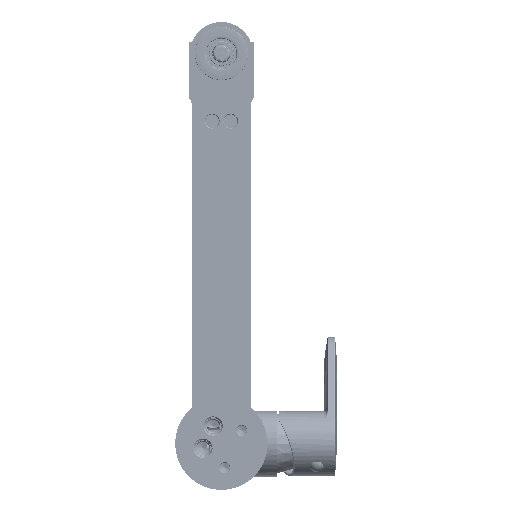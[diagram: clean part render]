
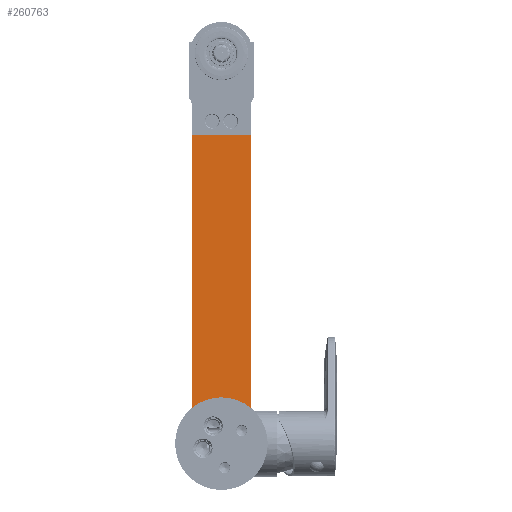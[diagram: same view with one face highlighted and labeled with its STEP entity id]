
A CAD part, front view. The second image highlights one B-rep face of the part: STEP entity #260763.
In plain terms, the highlighted planar face has unit normal (0, -1, 0).
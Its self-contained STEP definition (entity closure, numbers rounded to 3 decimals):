
#151191=DIRECTION('',(-1.,0.,0.));
#151192=VECTOR('',#151191,32.);
#151193=CARTESIAN_POINT('',(16.,189.91,166.5));
#151194=LINE('',#151193,#151192);
#151195=DIRECTION('',(0.,0.,-1.));
#151196=VECTOR('',#151195,166.5);
#151197=CARTESIAN_POINT('',(16.,189.91,166.5));
#151198=LINE('',#151197,#151196);
#151199=CARTESIAN_POINT('',(0.,189.91,0.));
#151200=DIRECTION('',(0.,1.,0.));
#151201=DIRECTION('',(1.,0.,0.));
#151202=AXIS2_PLACEMENT_3D('',#151199,#151200,#151201);
#151204=DIRECTION('',(0.,0.,1.));
#151205=VECTOR('',#151204,166.5);
#151206=CARTESIAN_POINT('',(-16.,189.91,0.));
#151207=LINE('',#151206,#151205);
#151208=CARTESIAN_POINT('',(0.,189.91,0.));
#151209=DIRECTION('',(0.,-1.,0.));
#151210=DIRECTION('',(0.,0.,-1.));
#151211=AXIS2_PLACEMENT_3D('',#151208,#151209,#151210);
#151213=CARTESIAN_POINT('',(0.,189.91,0.));
#151214=DIRECTION('',(0.,-1.,0.));
#151215=DIRECTION('',(0.,0.,1.));
#151216=AXIS2_PLACEMENT_3D('',#151213,#151214,#151215);
#175355=CARTESIAN_POINT('',(16.,189.91,0.));
#175356=CARTESIAN_POINT('',(-16.,189.91,0.));
#175357=VERTEX_POINT('',#175355);
#175358=VERTEX_POINT('',#175356);
#175375=CARTESIAN_POINT('',(0.,189.91,-13.25));
#175376=VERTEX_POINT('',#175375);
#175377=CARTESIAN_POINT('',(0.,189.91,13.25));
#175378=VERTEX_POINT('',#175377);
#175619=CARTESIAN_POINT('',(16.,189.91,166.5));
#175620=CARTESIAN_POINT('',(-16.,189.91,166.5));
#175621=VERTEX_POINT('',#175619);
#175622=VERTEX_POINT('',#175620);
#260743=CARTESIAN_POINT('',(0.,189.91,107.5));
#260744=DIRECTION('',(0.,1.,0.));
#260745=DIRECTION('',(0.,0.,-1.));
#260746=AXIS2_PLACEMENT_3D('',#260743,#260744,#260745);
#260747=PLANE('',#260746);
#260749=ORIENTED_EDGE('',*,*,#260748,.F.);
#260750=ORIENTED_EDGE('',*,*,#260720,.T.);
#260752=ORIENTED_EDGE('',*,*,#260751,.T.);
#260754=ORIENTED_EDGE('',*,*,#260753,.T.);
#260755=EDGE_LOOP('',(#260749,#260750,#260752,#260754));
#260756=FACE_OUTER_BOUND('',#260755,.F.);
#260758=ORIENTED_EDGE('',*,*,#260757,.T.);
#260760=ORIENTED_EDGE('',*,*,#260759,.T.);
#260761=EDGE_LOOP('',(#260758,#260760));
#260762=FACE_BOUND('',#260761,.F.);
#260763=ADVANCED_FACE('',(#260756,#260762),#260747,.F.);
#151203=CIRCLE('',#151202,16.);
#151212=CIRCLE('',#151211,13.25);
#151217=CIRCLE('',#151216,13.25);
#260720=EDGE_CURVE('',#175621,#175357,#151198,.T.);
#260748=EDGE_CURVE('',#175621,#175622,#151194,.T.);
#260751=EDGE_CURVE('',#175357,#175358,#151203,.T.);
#260753=EDGE_CURVE('',#175358,#175622,#151207,.T.);
#260757=EDGE_CURVE('',#175376,#175378,#151212,.T.);
#260759=EDGE_CURVE('',#175378,#175376,#151217,.T.);
